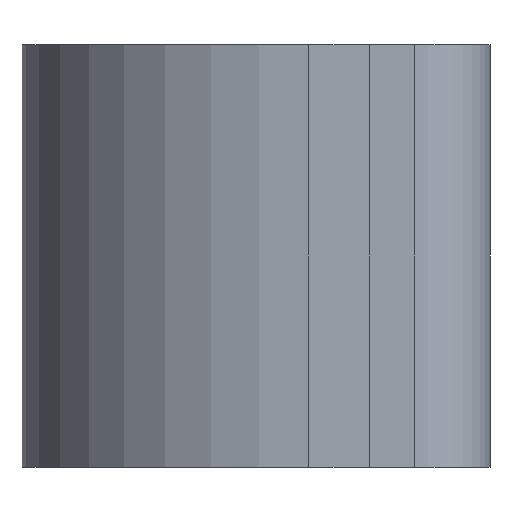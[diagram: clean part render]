
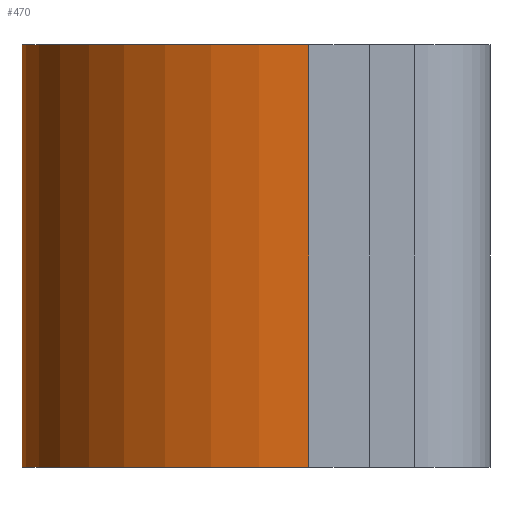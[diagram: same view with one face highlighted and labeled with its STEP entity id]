
A CAD part, left-side view. The second image highlights one B-rep face of the part: STEP entity #470.
In plain terms, the highlighted cylindrical face has radius 9.5 mm (diameter 19 mm), a partial arc.
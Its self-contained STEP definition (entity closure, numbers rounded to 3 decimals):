
#29 = ORIENTED_EDGE ( 'NONE', *, *, #129, .T. ) ;
#40 = CYLINDRICAL_SURFACE ( 'NONE', #106, 9.5 ) ;
#82 = VERTEX_POINT ( 'NONE', #437 ) ;
#91 = FACE_OUTER_BOUND ( 'NONE', #166, .T. ) ;
#93 = CIRCLE ( 'NONE', #213, 9.5 ) ;
#106 = AXIS2_PLACEMENT_3D ( 'NONE', #256, #336, #302 ) ;
#129 = EDGE_CURVE ( 'NONE', #141, #168, #299, .T. ) ;
#141 = VERTEX_POINT ( 'NONE', #479 ) ;
#165 = AXIS2_PLACEMENT_3D ( 'NONE', #582, #579, #578 ) ;
#166 = EDGE_LOOP ( 'NONE', ( #543, #574, #252, #29 ) ) ;
#168 = VERTEX_POINT ( 'NONE', #423 ) ;
#212 = DIRECTION ( 'NONE',  ( 1., 0., 0. ) ) ;
#213 = AXIS2_PLACEMENT_3D ( 'NONE', #218, #216, #212 ) ;
#214 = EDGE_CURVE ( 'NONE', #168, #421, #93, .T. ) ;
#216 = DIRECTION ( 'NONE',  ( 0., 0., 1. ) ) ;
#218 = CARTESIAN_POINT ( 'NONE',  ( -24., 6., -7. ) ) ;
#252 = ORIENTED_EDGE ( 'NONE', *, *, #360, .F. ) ;
#256 = CARTESIAN_POINT ( 'NONE',  ( -24., 6., 7. ) ) ;
#293 = VECTOR ( 'NONE', #592, 1000. ) ;
#299 = LINE ( 'NONE', #554, #293 ) ;
#302 = DIRECTION ( 'NONE',  ( -1., 0., 0. ) ) ;
#336 = DIRECTION ( 'NONE',  ( 0., 0., -1. ) ) ;
#360 = EDGE_CURVE ( 'NONE', #141, #82, #588, .T. ) ;
#369 = EDGE_CURVE ( 'NONE', #82, #421, #521, .T. ) ;
#421 = VERTEX_POINT ( 'NONE', #426 ) ;
#423 = CARTESIAN_POINT ( 'NONE',  ( -14.5, 6., -7. ) ) ;
#426 = CARTESIAN_POINT ( 'NONE',  ( -33.5, 6., -7. ) ) ;
#437 = CARTESIAN_POINT ( 'NONE',  ( -33.5, 6., 7. ) ) ;
#470 = ADVANCED_FACE ( 'NONE', ( #91 ), #40, .T. ) ;
#479 = CARTESIAN_POINT ( 'NONE',  ( -14.5, 6., 7. ) ) ;
#521 = LINE ( 'NONE', #549, #533 ) ;
#533 = VECTOR ( 'NONE', #567, 1000. ) ;
#543 = ORIENTED_EDGE ( 'NONE', *, *, #214, .T. ) ;
#549 = CARTESIAN_POINT ( 'NONE',  ( -33.5, 6., 7. ) ) ;
#554 = CARTESIAN_POINT ( 'NONE',  ( -14.5, 6., 7. ) ) ;
#567 = DIRECTION ( 'NONE',  ( 0., 0., -1. ) ) ;
#574 = ORIENTED_EDGE ( 'NONE', *, *, #369, .F. ) ;
#578 = DIRECTION ( 'NONE',  ( 1., 0., 0. ) ) ;
#579 = DIRECTION ( 'NONE',  ( 0., 0., 1. ) ) ;
#582 = CARTESIAN_POINT ( 'NONE',  ( -24., 6., 7. ) ) ;
#588 = CIRCLE ( 'NONE', #165, 9.5 ) ;
#592 = DIRECTION ( 'NONE',  ( 0., 0., -1. ) ) ;
